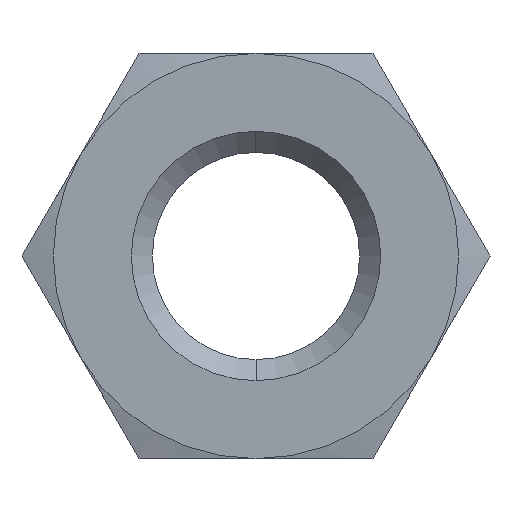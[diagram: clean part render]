
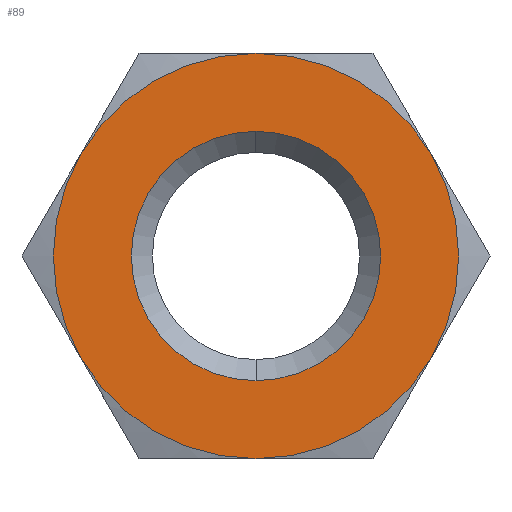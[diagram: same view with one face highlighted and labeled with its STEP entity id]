
A CAD part, left-side view. The second image highlights one B-rep face of the part: STEP entity #89.
In plain terms, the highlighted planar face has unit normal (-1, 0, 0).
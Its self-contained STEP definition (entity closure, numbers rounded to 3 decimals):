
#89=ADVANCED_FACE('',(#131,#132),#133,.F.);
#131=FACE_OUTER_BOUND('',#185,.T.);
#132=FACE_BOUND('',#186,.T.);
#133=PLANE('',#187);
#185=EDGE_LOOP('',(#314,#315,#316,#317,#318,#319));
#186=EDGE_LOOP('',(#320,#321));
#187=AXIS2_PLACEMENT_3D('',#322,#323,#324);
#314=ORIENTED_EDGE('',*,*,#441,.F.);
#315=ORIENTED_EDGE('',*,*,#442,.F.);
#316=ORIENTED_EDGE('',*,*,#443,.F.);
#317=ORIENTED_EDGE('',*,*,#439,.F.);
#318=ORIENTED_EDGE('',*,*,#437,.F.);
#319=ORIENTED_EDGE('',*,*,#438,.F.);
#320=ORIENTED_EDGE('',*,*,#401,.T.);
#321=ORIENTED_EDGE('',*,*,#429,.T.);
#322=CARTESIAN_POINT('',(0.0,0.0,0.0));
#323=DIRECTION('',(1.0,-0.0,0.0));
#324=DIRECTION('',(0.0,1.0,-0.0));
#401=EDGE_CURVE('',#459,#456,#460,.T.);
#429=EDGE_CURVE('',#456,#459,#507,.T.);
#437=EDGE_CURVE('',#485,#503,#518,.T.);
#438=EDGE_CURVE('',#494,#485,#519,.T.);
#439=EDGE_CURVE('',#503,#520,#521,.T.);
#441=EDGE_CURVE('',#523,#494,#524,.T.);
#442=EDGE_CURVE('',#525,#523,#526,.T.);
#443=EDGE_CURVE('',#520,#525,#527,.T.);
#456=VERTEX_POINT('',#544);
#459=VERTEX_POINT('',#548);
#460=CIRCLE('',#549,4.0);
#485=VERTEX_POINT('',#589);
#494=VERTEX_POINT('',#613);
#503=VERTEX_POINT('',#635);
#507=CIRCLE('',#645,4.0);
#518=CIRCLE('',#659,6.5);
#519=CIRCLE('',#660,6.5);
#520=VERTEX_POINT('',#661);
#521=CIRCLE('',#662,6.5);
#523=VERTEX_POINT('',#667);
#524=CIRCLE('',#668,6.5);
#525=VERTEX_POINT('',#669);
#526=CIRCLE('',#670,6.5);
#527=CIRCLE('',#671,6.5);
#544=CARTESIAN_POINT('',(0.0,0.,4.0));
#548=CARTESIAN_POINT('',(0.0,0.0,-4.0));
#549=AXIS2_PLACEMENT_3D('',#725,#726,#727);
#589=CARTESIAN_POINT('',(0.0,0.0,6.5));
#613=CARTESIAN_POINT('',(0.0,5.629,3.25));
#635=CARTESIAN_POINT('',(0.0,-5.629,3.25));
#645=AXIS2_PLACEMENT_3D('',#755,#756,#757);
#659=AXIS2_PLACEMENT_3D('',#776,#777,#778);
#660=AXIS2_PLACEMENT_3D('',#779,#780,#781);
#661=CARTESIAN_POINT('',(0.0,-5.629,-3.25));
#662=AXIS2_PLACEMENT_3D('',#782,#783,#784);
#667=CARTESIAN_POINT('',(0.0,5.629,-3.25));
#668=AXIS2_PLACEMENT_3D('',#785,#786,#787);
#669=CARTESIAN_POINT('',(0.0,0.0,-6.5));
#670=AXIS2_PLACEMENT_3D('',#788,#789,#790);
#671=AXIS2_PLACEMENT_3D('',#791,#792,#793);
#725=CARTESIAN_POINT('',(0.0,0.0,0.0));
#726=DIRECTION('',(1.0,0.0,-0.0));
#727=DIRECTION('',(-0.0,0.0,-1.0));
#755=CARTESIAN_POINT('',(0.0,0.0,0.0));
#756=DIRECTION('',(1.0,0.0,-0.0));
#757=DIRECTION('',(-0.0,0.0,-1.0));
#776=CARTESIAN_POINT('',(0.0,0.0,0.0));
#777=DIRECTION('',(1.0,0.0,-0.0));
#778=DIRECTION('',(-0.0,0.0,-1.0));
#779=CARTESIAN_POINT('',(0.0,0.0,0.0));
#780=DIRECTION('',(1.0,0.0,-0.0));
#781=DIRECTION('',(-0.0,0.0,-1.0));
#782=CARTESIAN_POINT('',(0.0,0.0,0.0));
#783=DIRECTION('',(1.0,0.0,-0.0));
#784=DIRECTION('',(-0.0,0.0,-1.0));
#785=CARTESIAN_POINT('',(0.0,0.0,0.0));
#786=DIRECTION('',(1.0,0.0,-0.0));
#787=DIRECTION('',(-0.0,0.0,-1.0));
#788=CARTESIAN_POINT('',(0.0,0.0,0.0));
#789=DIRECTION('',(1.0,0.0,-0.0));
#790=DIRECTION('',(-0.0,0.0,-1.0));
#791=CARTESIAN_POINT('',(0.0,0.0,0.0));
#792=DIRECTION('',(1.0,0.0,-0.0));
#793=DIRECTION('',(-0.0,0.0,-1.0));
